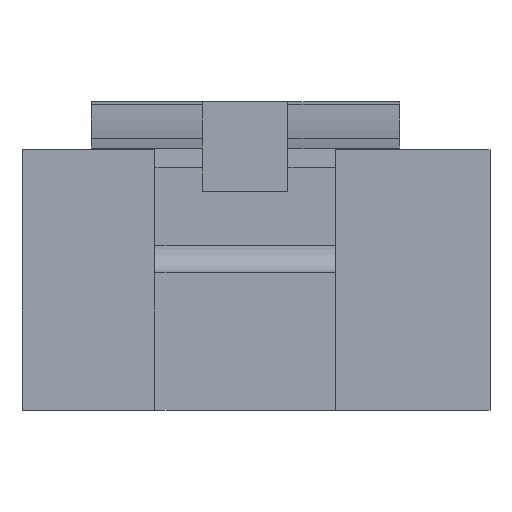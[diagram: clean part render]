
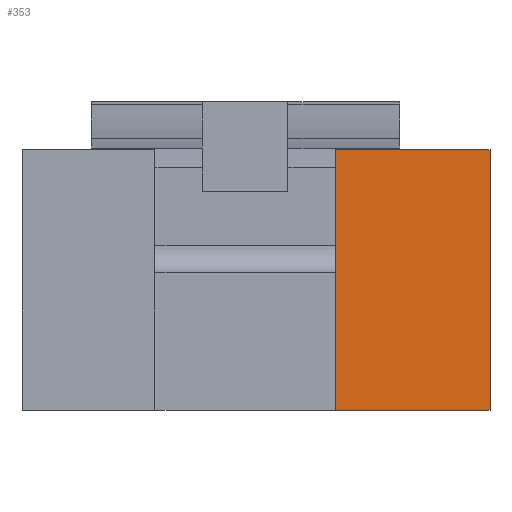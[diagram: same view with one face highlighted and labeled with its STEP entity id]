
A CAD part, top view. The second image highlights one B-rep face of the part: STEP entity #353.
In plain terms, the highlighted planar face has unit normal (0, 0, 1).
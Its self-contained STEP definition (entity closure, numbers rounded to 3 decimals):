
#210=AXIS2_PLACEMENT_3D('Plane Axis2P3D',#207,#208,#209) ;
#78=CARTESIAN_POINT('Vertex',(4.4,0.,11.25)) ;
#81=CARTESIAN_POINT('Line Origine',(3.675,0.,11.25)) ;
#85=CARTESIAN_POINT('Vertex',(2.95,0.,11.25)) ;
#207=CARTESIAN_POINT('Axis2P3D Location',(1.25,0.,11.25)) ;
#320=CARTESIAN_POINT('Vertex',(4.4,2.45,11.25)) ;
#323=CARTESIAN_POINT('Line Origine',(4.4,1.225,11.25)) ;
#335=CARTESIAN_POINT('Line Origine',(3.675,2.45,11.25)) ;
#339=CARTESIAN_POINT('Vertex',(2.95,2.45,11.25)) ;
#342=CARTESIAN_POINT('Line Origine',(2.95,1.225,11.25)) ;
#82=DIRECTION('Vector Direction',(-1.,0.,0.)) ;
#208=DIRECTION('Axis2P3D Direction',(0.,0.,1.)) ;
#209=DIRECTION('Axis2P3D XDirection',(-1.,0.,0.)) ;
#324=DIRECTION('Vector Direction',(0.,-1.,0.)) ;
#336=DIRECTION('Vector Direction',(-1.,0.,0.)) ;
#343=DIRECTION('Vector Direction',(0.,-1.,0.)) ;
#83=VECTOR('Line Direction',#82,1.) ;
#325=VECTOR('Line Direction',#324,1.) ;
#337=VECTOR('Line Direction',#336,1.) ;
#344=VECTOR('Line Direction',#343,1.) ;
#348=ORIENTED_EDGE('',*,*,#327,.F.) ;
#349=ORIENTED_EDGE('',*,*,#341,.T.) ;
#350=ORIENTED_EDGE('',*,*,#346,.T.) ;
#351=ORIENTED_EDGE('',*,*,#87,.F.) ;
#353=ADVANCED_FACE('KOSF',(#352),#211,.T.) ;
#87=EDGE_CURVE('',#79,#86,#84,.T.) ;
#327=EDGE_CURVE('',#321,#79,#326,.T.) ;
#341=EDGE_CURVE('',#321,#340,#338,.T.) ;
#346=EDGE_CURVE('',#340,#86,#345,.T.) ;
#347=EDGE_LOOP('',(#348,#349,#350,#351)) ;
#352=FACE_OUTER_BOUND('',#347,.T.) ;
#84=LINE('Line',#81,#83) ;
#326=LINE('Line',#323,#325) ;
#338=LINE('Line',#335,#337) ;
#345=LINE('Line',#342,#344) ;
#211=PLANE('',#210) ;
#79=VERTEX_POINT('',#78) ;
#86=VERTEX_POINT('',#85) ;
#321=VERTEX_POINT('',#320) ;
#340=VERTEX_POINT('',#339) ;
